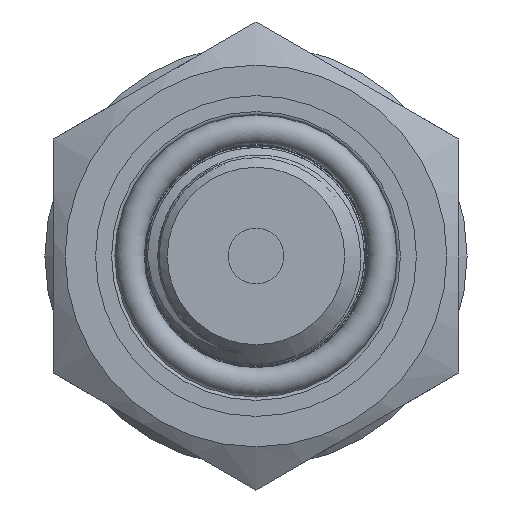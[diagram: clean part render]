
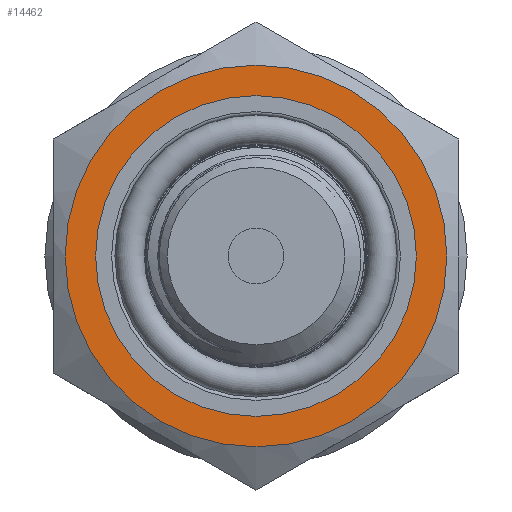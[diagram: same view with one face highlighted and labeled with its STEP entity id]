
A CAD part, left-side view. The second image highlights one B-rep face of the part: STEP entity #14462.
In plain terms, the highlighted planar face has unit normal (-1, 0, 0).
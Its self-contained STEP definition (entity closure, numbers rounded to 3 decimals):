
#177=PLANE('',#15258);
#432=FACE_BOUND('',#2079,.T.);
#1252=FACE_OUTER_BOUND('',#2078,.T.);
#2078=EDGE_LOOP('',(#11411));
#2079=EDGE_LOOP('',(#11412));
#2702=CIRCLE('',#15226,11.3);
#2718=CIRCLE('',#15257,9.5);
#6456=VERTEX_POINT('',#32948);
#6475=VERTEX_POINT('',#36379);
#8240=EDGE_CURVE('',#6456,#6456,#2702,.T.);
#8279=EDGE_CURVE('',#6475,#6475,#2718,.T.);
#11411=ORIENTED_EDGE('',*,*,#8240,.T.);
#11412=ORIENTED_EDGE('',*,*,#8279,.T.);
#14462=ADVANCED_FACE('',(#1252,#432),#177,.T.);
#15226=AXIS2_PLACEMENT_3D('',#32950,#16679,#16680);
#15257=AXIS2_PLACEMENT_3D('',#36380,#16749,#16750);
#15258=AXIS2_PLACEMENT_3D('',#36382,#16752,#16753);
#16679=DIRECTION('center_axis',(-1.,0.,0.));
#16680=DIRECTION('ref_axis',(0.,1.,0.));
#16749=DIRECTION('center_axis',(1.,0.,0.));
#16750=DIRECTION('ref_axis',(0.,0.,-1.));
#16752=DIRECTION('center_axis',(-1.,0.,0.));
#16753=DIRECTION('ref_axis',(0.,0.,1.));
#32948=CARTESIAN_POINT('',(14.,-11.3,0.));
#32950=CARTESIAN_POINT('Origin',(14.,0.,0.));
#36379=CARTESIAN_POINT('',(14.,-9.5,0.));
#36380=CARTESIAN_POINT('Origin',(14.,0.,0.));
#36382=CARTESIAN_POINT('Origin',(14.,12.,0.));
